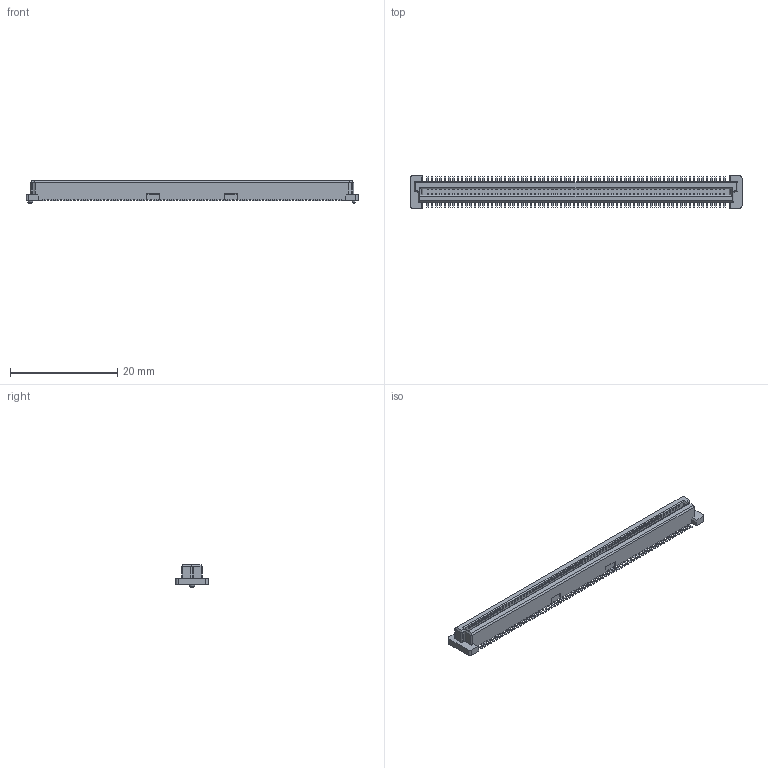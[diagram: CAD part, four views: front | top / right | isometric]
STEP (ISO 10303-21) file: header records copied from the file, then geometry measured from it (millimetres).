
FILE_DESCRIPTION (( 'STEP AP214' ), '1' );
FILE_NAME ('BTB140L0_8F.STEP', '2022-04-10T15:14:30', ( 'boksop' ), ( '' ), 'SwSTEP 2.0', 'SolidWorks 2020', '' );
FILE_SCHEMA (( 'AUTOMOTIVE_DESIGN' ));
Length unit declared in the file: millimetre
Products named in the file (1): BTB140L0_8F
Bounding box: 61.8 x 6 x 4.25 mm (x, y, z)
Volume: 692.5 mm3; surface area: 1415.1 mm2
Topology: 1 solids, 1 shells, 1632 faces, 4863 edges, 3228 vertices
Faces by surface type: plane 1041, cylinder 574, cone 17
Entity records: 55025 total; most frequent: CARTESIAN_POINT 9776, ORIENTED_EDGE 9710, DIRECTION 9551, EDGE_CURVE 4855, VECTOR 3405, LINE 3405, VERTEX_POINT 3228, AXIS2_PLACEMENT_3D 3073
